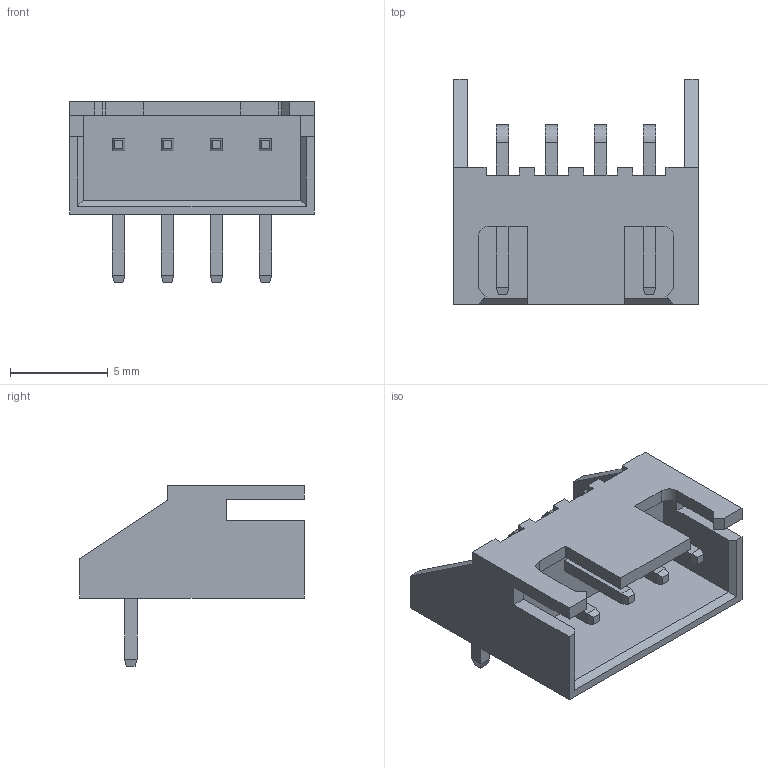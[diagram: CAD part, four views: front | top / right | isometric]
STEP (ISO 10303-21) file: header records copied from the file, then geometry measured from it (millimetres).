
FILE_DESCRIPTION(('STEP AP214'), '1');
FILE_NAME('DS1069-2 CWF-2R', '2018-04-27T07:38:03', ('Chugay'), (''), 'ASCON STEP Converter 1.3', 'ASCON Math Kernel', '');
FILE_SCHEMA(('AUTOMOTIVE_DESIGN { 1 0 10303 214 3 1 1}'));
Length unit declared in the file: millimetre
Bounding box: 12.5 x 11.5 x 9.25 mm (x, y, z)
Volume: 269.4 mm3; surface area: 738.4 mm2
Topology: 1 solids, 1 shells, 143 faces, 365 edges, 232 vertices
Faces by surface type: plane 133, cylinder 10
Entity records: 5395 total; most frequent: CARTESIAN_POINT 741, ORIENTED_EDGE 730, DIRECTION 673, EDGE_CURVE 365, LINE 345, VECTOR 345, VERTEX_POINT 232, AXIS2_PLACEMENT_3D 164
